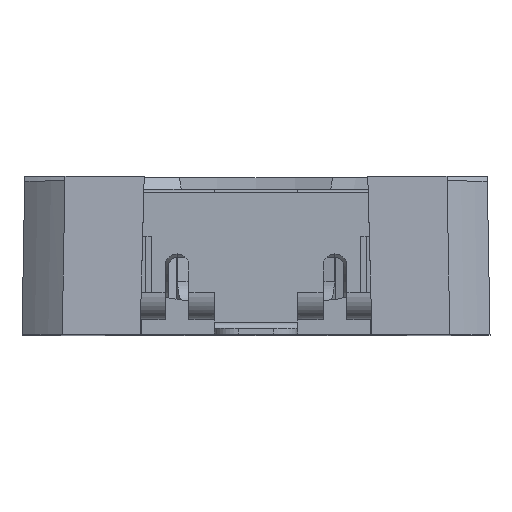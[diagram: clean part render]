
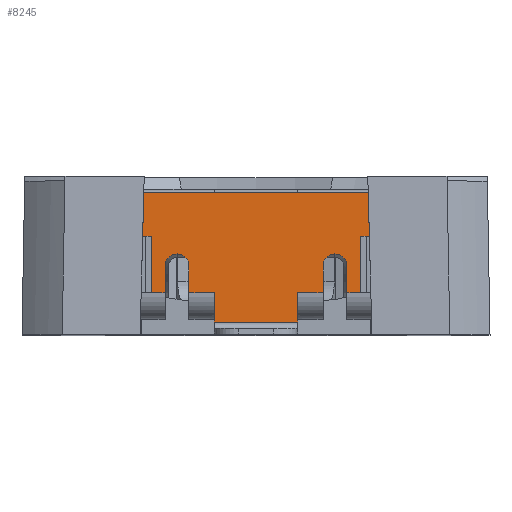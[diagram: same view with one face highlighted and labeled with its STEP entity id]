
A CAD part, top view. The second image highlights one B-rep face of the part: STEP entity #8245.
In plain terms, the highlighted face is planar.
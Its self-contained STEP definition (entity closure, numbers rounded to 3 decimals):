
#437=FACE_OUTER_BOUND('',#911,.T.);
#911=EDGE_LOOP('',(#6238,#6239,#6240,#6241,#6242,#6243,#6244,#6245,#6246,
#6247,#6248,#6249,#6250,#6251,#6252,#6253,#6254,#6255,#6256,#6257,#6258,
#6259,#6260,#6261,#6262,#6263,#6264,#6265,#6266,#6267));
#1316=CIRCLE('',#8874,0.4);
#1317=CIRCLE('',#8875,0.4);
#1822=LINE('',#12825,#2728);
#1823=LINE('',#12829,#2729);
#1824=LINE('',#12831,#2730);
#1825=LINE('',#12833,#2731);
#1826=LINE('',#12836,#2732);
#1827=LINE('',#12838,#2733);
#1828=LINE('',#12840,#2734);
#1829=LINE('',#12842,#2735);
#1830=LINE('',#12844,#2736);
#1831=LINE('',#12845,#2737);
#1832=LINE('',#12847,#2738);
#1833=LINE('',#12849,#2739);
#1834=LINE('',#12853,#2740);
#1835=LINE('',#12855,#2741);
#1836=LINE('',#12857,#2742);
#1837=LINE('',#12859,#2743);
#1838=LINE('',#12861,#2744);
#1839=LINE('',#12863,#2745);
#1840=LINE('',#12865,#2746);
#1841=LINE('',#12867,#2747);
#1842=LINE('',#12869,#2748);
#1843=LINE('',#12871,#2749);
#1844=LINE('',#12873,#2750);
#1845=LINE('',#12875,#2751);
#1846=LINE('',#12877,#2752);
#1847=LINE('',#12879,#2753);
#1848=LINE('',#12881,#2754);
#1849=LINE('',#12882,#2755);
#2728=VECTOR('',#10252,0.85);
#2729=VECTOR('',#10255,1.9);
#2730=VECTOR('',#10256,0.45);
#2731=VECTOR('',#10257,0.9);
#2732=VECTOR('',#10260,0.9);
#2733=VECTOR('',#10261,0.9);
#2734=VECTOR('',#10262,0.1);
#2735=VECTOR('',#10263,2.8);
#2736=VECTOR('',#10264,0.1);
#2737=VECTOR('',#10265,0.9);
#2738=VECTOR('',#10266,0.85);
#2739=VECTOR('',#10267,0.9);
#2740=VECTOR('',#10270,0.9);
#2741=VECTOR('',#10271,0.45);
#2742=VECTOR('',#10272,1.9);
#2743=VECTOR('',#10273,1.);
#2744=VECTOR('',#10274,1.9);
#2745=VECTOR('',#10275,0.248);
#2746=VECTOR('',#10276,0.362);
#2747=VECTOR('',#10277,0.752);
#2748=VECTOR('',#10278,2.988);
#2749=VECTOR('',#10279,11.);
#2750=VECTOR('',#10280,2.988);
#2751=VECTOR('',#10281,0.759);
#2752=VECTOR('',#10282,0.362);
#2753=VECTOR('',#10283,0.248);
#2754=VECTOR('',#10284,1.9);
#2755=VECTOR('',#10285,1.);
#3540=VERTEX_POINT('',#12640);
#3543=VERTEX_POINT('',#12647);
#3596=VERTEX_POINT('',#12812);
#3598=VERTEX_POINT('',#12827);
#3599=VERTEX_POINT('',#12828);
#3600=VERTEX_POINT('',#12830);
#3601=VERTEX_POINT('',#12832);
#3602=VERTEX_POINT('',#12834);
#3603=VERTEX_POINT('',#12837);
#3604=VERTEX_POINT('',#12839);
#3605=VERTEX_POINT('',#12841);
#3606=VERTEX_POINT('',#12843);
#3607=VERTEX_POINT('',#12846);
#3608=VERTEX_POINT('',#12848);
#3609=VERTEX_POINT('',#12850);
#3610=VERTEX_POINT('',#12852);
#3611=VERTEX_POINT('',#12854);
#3612=VERTEX_POINT('',#12856);
#3613=VERTEX_POINT('',#12858);
#3614=VERTEX_POINT('',#12860);
#3615=VERTEX_POINT('',#12862);
#3616=VERTEX_POINT('',#12864);
#3617=VERTEX_POINT('',#12866);
#3618=VERTEX_POINT('',#12868);
#3619=VERTEX_POINT('',#12870);
#3620=VERTEX_POINT('',#12872);
#3621=VERTEX_POINT('',#12874);
#3622=VERTEX_POINT('',#12876);
#3623=VERTEX_POINT('',#12878);
#3624=VERTEX_POINT('',#12880);
#4545=EDGE_CURVE('',#3540,#3596,#1822,.T.);
#4546=EDGE_CURVE('',#3598,#3599,#1823,.T.);
#4547=EDGE_CURVE('',#3600,#3599,#1824,.T.);
#4548=EDGE_CURVE('',#3600,#3601,#1825,.T.);
#4549=EDGE_CURVE('',#3602,#3601,#1316,.T.);
#4550=EDGE_CURVE('',#3602,#3596,#1826,.T.);
#4551=EDGE_CURVE('',#3540,#3603,#1827,.T.);
#4552=EDGE_CURVE('',#3603,#3604,#1828,.T.);
#4553=EDGE_CURVE('',#3604,#3605,#1829,.T.);
#4554=EDGE_CURVE('',#3605,#3606,#1830,.T.);
#4555=EDGE_CURVE('',#3543,#3606,#1831,.T.);
#4556=EDGE_CURVE('',#3607,#3543,#1832,.T.);
#4557=EDGE_CURVE('',#3607,#3608,#1833,.T.);
#4558=EDGE_CURVE('',#3609,#3608,#1317,.T.);
#4559=EDGE_CURVE('',#3609,#3610,#1834,.T.);
#4560=EDGE_CURVE('',#3611,#3610,#1835,.T.);
#4561=EDGE_CURVE('',#3612,#3611,#1836,.T.);
#4562=EDGE_CURVE('',#3612,#3613,#1837,.T.);
#4563=EDGE_CURVE('',#3613,#3614,#1838,.T.);
#4564=EDGE_CURVE('',#3615,#3614,#1839,.T.);
#4565=EDGE_CURVE('',#3615,#3616,#1840,.T.);
#4566=EDGE_CURVE('',#3617,#3616,#1841,.T.);
#4567=EDGE_CURVE('',#3617,#3618,#1842,.T.);
#4568=EDGE_CURVE('',#3618,#3619,#1843,.T.);
#4569=EDGE_CURVE('',#3619,#3620,#1844,.T.);
#4570=EDGE_CURVE('',#3620,#3621,#1845,.T.);
#4571=EDGE_CURVE('',#3622,#3621,#1846,.T.);
#4572=EDGE_CURVE('',#3623,#3622,#1847,.T.);
#4573=EDGE_CURVE('',#3624,#3623,#1848,.T.);
#4574=EDGE_CURVE('',#3624,#3598,#1849,.T.);
#6238=ORIENTED_EDGE('',*,*,#4546,.T.);
#6239=ORIENTED_EDGE('',*,*,#4547,.F.);
#6240=ORIENTED_EDGE('',*,*,#4548,.T.);
#6241=ORIENTED_EDGE('',*,*,#4549,.F.);
#6242=ORIENTED_EDGE('',*,*,#4550,.T.);
#6243=ORIENTED_EDGE('',*,*,#4545,.F.);
#6244=ORIENTED_EDGE('',*,*,#4551,.T.);
#6245=ORIENTED_EDGE('',*,*,#4552,.T.);
#6246=ORIENTED_EDGE('',*,*,#4553,.T.);
#6247=ORIENTED_EDGE('',*,*,#4554,.T.);
#6248=ORIENTED_EDGE('',*,*,#4555,.F.);
#6249=ORIENTED_EDGE('',*,*,#4556,.F.);
#6250=ORIENTED_EDGE('',*,*,#4557,.T.);
#6251=ORIENTED_EDGE('',*,*,#4558,.F.);
#6252=ORIENTED_EDGE('',*,*,#4559,.T.);
#6253=ORIENTED_EDGE('',*,*,#4560,.F.);
#6254=ORIENTED_EDGE('',*,*,#4561,.F.);
#6255=ORIENTED_EDGE('',*,*,#4562,.T.);
#6256=ORIENTED_EDGE('',*,*,#4563,.T.);
#6257=ORIENTED_EDGE('',*,*,#4564,.F.);
#6258=ORIENTED_EDGE('',*,*,#4565,.T.);
#6259=ORIENTED_EDGE('',*,*,#4566,.F.);
#6260=ORIENTED_EDGE('',*,*,#4567,.T.);
#6261=ORIENTED_EDGE('',*,*,#4568,.T.);
#6262=ORIENTED_EDGE('',*,*,#4569,.T.);
#6263=ORIENTED_EDGE('',*,*,#4570,.T.);
#6264=ORIENTED_EDGE('',*,*,#4571,.F.);
#6265=ORIENTED_EDGE('',*,*,#4572,.F.);
#6266=ORIENTED_EDGE('',*,*,#4573,.F.);
#6267=ORIENTED_EDGE('',*,*,#4574,.T.);
#7866=PLANE('',#8873);
#8245=ADVANCED_FACE('',(#437),#7866,.T.);
#8873=AXIS2_PLACEMENT_3D('',#12826,#10253,#10254);
#8874=AXIS2_PLACEMENT_3D('',#12835,#10258,#10259);
#8875=AXIS2_PLACEMENT_3D('',#12851,#10268,#10269);
#10252=DIRECTION('',(-1.,0.,0.));
#10253=DIRECTION('center_axis',(0.,1.,0.));
#10254=DIRECTION('ref_axis',(1.,0.,0.));
#10255=DIRECTION('',(0.,0.,1.));
#10256=DIRECTION('',(-1.,0.,0.));
#10257=DIRECTION('',(0.,0.,-1.));
#10258=DIRECTION('center_axis',(0.,1.,0.));
#10259=DIRECTION('ref_axis',(1.,0.,0.));
#10260=DIRECTION('',(0.,0.,1.));
#10261=DIRECTION('',(0.,0.,1.));
#10262=DIRECTION('',(0.,0.,1.));
#10263=DIRECTION('',(1.,0.,0.));
#10264=DIRECTION('',(0.,0.,-1.));
#10265=DIRECTION('',(0.,0.,1.));
#10266=DIRECTION('',(-1.,0.,0.));
#10267=DIRECTION('',(0.,0.,-1.));
#10268=DIRECTION('center_axis',(0.,1.,0.));
#10269=DIRECTION('ref_axis',(1.,0.,0.));
#10270=DIRECTION('',(0.,0.,1.));
#10271=DIRECTION('',(-1.,0.,0.));
#10272=DIRECTION('',(0.,0.,1.));
#10273=DIRECTION('',(1.,0.,0.));
#10274=DIRECTION('',(0.,0.,1.));
#10275=DIRECTION('',(-1.,0.,0.));
#10276=DIRECTION('',(0.,0.,-1.));
#10277=DIRECTION('',(-1.,0.,0.));
#10278=DIRECTION('',(0.,0.,-1.));
#10279=DIRECTION('',(-1.,0.,0.));
#10280=DIRECTION('',(-0.002,0.,1.));
#10281=DIRECTION('',(1.,0.,0.));
#10282=DIRECTION('',(0.,0.,-1.));
#10283=DIRECTION('',(-1.,0.,0.));
#10284=DIRECTION('',(0.,0.,1.));
#10285=DIRECTION('',(1.,0.,0.));
#12640=CARTESIAN_POINT('',(-1.4,0.2,2.));
#12647=CARTESIAN_POINT('',(1.4,0.2,2.));
#12812=CARTESIAN_POINT('',(-2.25,0.2,2.));
#12825=CARTESIAN_POINT('',(-1.4,0.2,2.));
#12826=CARTESIAN_POINT('Origin',(0.,0.2,0.));
#12827=CARTESIAN_POINT('',(-3.5,0.2,0.1));
#12828=CARTESIAN_POINT('',(-3.5,0.2,2.));
#12829=CARTESIAN_POINT('',(-3.5,0.2,0.1));
#12830=CARTESIAN_POINT('',(-3.05,0.2,2.));
#12831=CARTESIAN_POINT('',(-3.05,0.2,2.));
#12832=CARTESIAN_POINT('',(-3.05,0.2,1.1));
#12833=CARTESIAN_POINT('',(-3.05,0.2,2.));
#12834=CARTESIAN_POINT('',(-2.25,0.2,1.1));
#12835=CARTESIAN_POINT('Origin',(-2.65,0.2,1.1));
#12836=CARTESIAN_POINT('',(-2.25,0.2,1.1));
#12837=CARTESIAN_POINT('',(-1.4,0.2,2.9));
#12838=CARTESIAN_POINT('',(-1.4,0.2,2.));
#12839=CARTESIAN_POINT('',(-1.4,0.2,3.));
#12840=CARTESIAN_POINT('',(-1.4,0.2,2.9));
#12841=CARTESIAN_POINT('',(1.4,0.2,3.));
#12842=CARTESIAN_POINT('',(-1.4,0.2,3.));
#12843=CARTESIAN_POINT('',(1.4,0.2,2.9));
#12844=CARTESIAN_POINT('',(1.4,0.2,3.));
#12845=CARTESIAN_POINT('',(1.4,0.2,2.));
#12846=CARTESIAN_POINT('',(2.25,0.2,2.));
#12847=CARTESIAN_POINT('',(2.25,0.2,2.));
#12848=CARTESIAN_POINT('',(2.25,0.2,1.1));
#12849=CARTESIAN_POINT('',(2.25,0.2,2.));
#12850=CARTESIAN_POINT('',(3.05,0.2,1.1));
#12851=CARTESIAN_POINT('Origin',(2.65,0.2,1.1));
#12852=CARTESIAN_POINT('',(3.05,0.2,2.));
#12853=CARTESIAN_POINT('',(3.05,0.2,1.1));
#12854=CARTESIAN_POINT('',(3.5,0.2,2.));
#12855=CARTESIAN_POINT('',(3.5,0.2,2.));
#12856=CARTESIAN_POINT('',(3.5,0.2,0.1));
#12857=CARTESIAN_POINT('',(3.5,0.2,0.1));
#12858=CARTESIAN_POINT('',(4.5,0.2,0.1));
#12859=CARTESIAN_POINT('',(3.5,0.2,0.1));
#12860=CARTESIAN_POINT('',(4.5,0.2,2.));
#12861=CARTESIAN_POINT('',(4.5,0.2,0.1));
#12862=CARTESIAN_POINT('',(4.748,0.2,2.));
#12863=CARTESIAN_POINT('',(4.748,0.2,2.));
#12864=CARTESIAN_POINT('',(4.748,0.2,1.638));
#12865=CARTESIAN_POINT('',(4.748,0.2,2.));
#12866=CARTESIAN_POINT('',(5.5,0.2,1.638));
#12867=CARTESIAN_POINT('',(5.5,0.2,1.638));
#12868=CARTESIAN_POINT('',(5.5,0.2,-1.35));
#12869=CARTESIAN_POINT('',(5.5,0.2,1.638));
#12870=CARTESIAN_POINT('',(-5.5,0.2,-1.35));
#12871=CARTESIAN_POINT('',(5.5,0.2,-1.35));
#12872=CARTESIAN_POINT('',(-5.507,0.2,1.638));
#12873=CARTESIAN_POINT('',(-5.5,0.2,-1.35));
#12874=CARTESIAN_POINT('',(-4.748,0.2,1.638));
#12875=CARTESIAN_POINT('',(-5.507,0.2,1.638));
#12876=CARTESIAN_POINT('',(-4.748,0.2,2.));
#12877=CARTESIAN_POINT('',(-4.748,0.2,2.));
#12878=CARTESIAN_POINT('',(-4.5,0.2,2.));
#12879=CARTESIAN_POINT('',(-4.5,0.2,2.));
#12880=CARTESIAN_POINT('',(-4.5,0.2,0.1));
#12881=CARTESIAN_POINT('',(-4.5,0.2,0.1));
#12882=CARTESIAN_POINT('',(-4.5,0.2,0.1));
